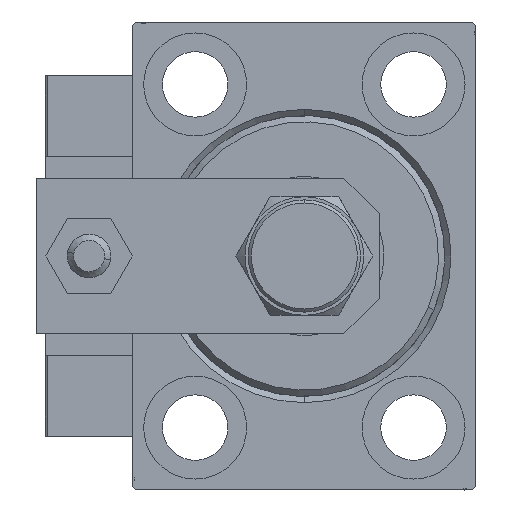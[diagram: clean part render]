
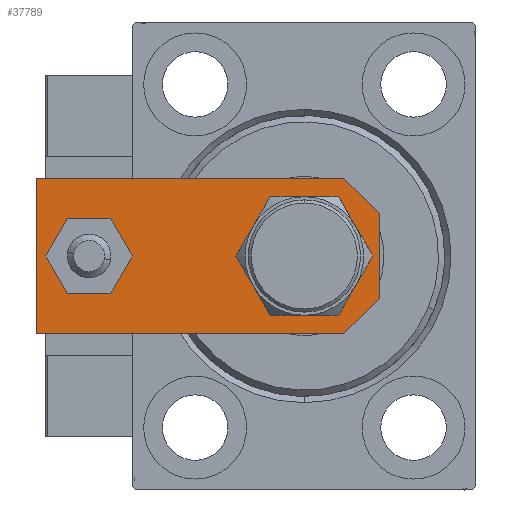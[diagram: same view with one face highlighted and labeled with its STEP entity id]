
A CAD part, left-side view. The second image highlights one B-rep face of the part: STEP entity #37789.
In plain terms, the highlighted face is planar.
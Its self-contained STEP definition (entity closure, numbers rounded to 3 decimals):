
#436 = EDGE_CURVE ( 'NONE', #41003, #18744, #40777, .T. ) ;
#486 = CIRCLE ( 'NONE', #28494, 4. ) ;
#641 = LINE ( 'NONE', #13403, #6073 ) ;
#888 = PLANE ( 'NONE',  #42010 ) ;
#1056 = ORIENTED_EDGE ( 'NONE', *, *, #10847, .T. ) ;
#1154 = VECTOR ( 'NONE', #50046, 1000. ) ;
#2046 = VERTEX_POINT ( 'NONE', #31475 ) ;
#2727 = ORIENTED_EDGE ( 'NONE', *, *, #13738, .F. ) ;
#2786 = CIRCLE ( 'NONE', #15527, 8.25 ) ;
#5484 = VERTEX_POINT ( 'NONE', #26992 ) ;
#5887 = DIRECTION ( 'NONE',  ( 0., 0., 1. ) ) ;
#5924 = EDGE_CURVE ( 'NONE', #14224, #6800, #2786, .T. ) ;
#6073 = VECTOR ( 'NONE', #8910, 1000. ) ;
#6210 = VECTOR ( 'NONE', #15130, 1000. ) ;
#6800 = VERTEX_POINT ( 'NONE', #20957 ) ;
#7548 = CARTESIAN_POINT ( 'NONE',  ( -3.42, -3.42, 6. ) ) ;
#7934 = CARTESIAN_POINT ( 'NONE',  ( 4., 46.5, 6. ) ) ;
#8426 = CARTESIAN_POINT ( 'NONE',  ( 12.5, 55., 6. ) ) ;
#8642 = EDGE_CURVE ( 'NONE', #2046, #35947, #14882, .T. ) ;
#8910 = DIRECTION ( 'NONE',  ( 0.707, 0.707, 0. ) ) ;
#9361 = VECTOR ( 'NONE', #32243, 1000. ) ;
#9395 = FACE_OUTER_BOUND ( 'NONE', #43490, .T. ) ;
#10847 = EDGE_CURVE ( 'NONE', #5484, #41003, #41795, .T. ) ;
#11221 = VERTEX_POINT ( 'NONE', #7934 ) ;
#11446 = CARTESIAN_POINT ( 'NONE',  ( -12.5, 0., 6. ) ) ;
#11758 = ORIENTED_EDGE ( 'NONE', *, *, #27724, .T. ) ;
#13390 = FACE_BOUND ( 'NONE', #23883, .T. ) ;
#13403 = CARTESIAN_POINT ( 'NONE',  ( 3.42, -3.42, 6. ) ) ;
#13738 = EDGE_CURVE ( 'NONE', #6800, #14224, #15714, .T. ) ;
#14224 = VERTEX_POINT ( 'NONE', #40108 ) ;
#14261 = DIRECTION ( 'NONE',  ( 0., 0., 1. ) ) ;
#14882 = LINE ( 'NONE', #51589, #6210 ) ;
#14953 = ORIENTED_EDGE ( 'NONE', *, *, #39890, .F. ) ;
#15130 = DIRECTION ( 'NONE',  ( 0., 1., 0. ) ) ;
#15527 = AXIS2_PLACEMENT_3D ( 'NONE', #38321, #5887, #22101 ) ;
#15714 = CIRCLE ( 'NONE', #45457, 8.25 ) ;
#15947 = DIRECTION ( 'NONE',  ( 1., 0., 0. ) ) ;
#16115 = LINE ( 'NONE', #8426, #51549 ) ;
#16811 = DIRECTION ( 'NONE',  ( 0., 0., 1. ) ) ;
#17330 = CARTESIAN_POINT ( 'NONE',  ( -12.5, 55., 6. ) ) ;
#17469 = DIRECTION ( 'NONE',  ( 1., 0., 0. ) ) ;
#18744 = VERTEX_POINT ( 'NONE', #44075 ) ;
#19505 = ORIENTED_EDGE ( 'NONE', *, *, #8642, .T. ) ;
#20957 = CARTESIAN_POINT ( 'NONE',  ( -8.25, 12., 6. ) ) ;
#22101 = DIRECTION ( 'NONE',  ( 1., 0., 0. ) ) ;
#23577 = ORIENTED_EDGE ( 'NONE', *, *, #436, .T. ) ;
#23883 = EDGE_LOOP ( 'NONE', ( #2727, #49796 ) ) ;
#24226 = CARTESIAN_POINT ( 'NONE',  ( -12.5, 5.66, 6. ) ) ;
#25098 = DIRECTION ( 'NONE',  ( 0., 0., 1. ) ) ;
#26117 = CARTESIAN_POINT ( 'NONE',  ( 0., 46.5, 6. ) ) ;
#26992 = CARTESIAN_POINT ( 'NONE',  ( -12.5, 55., 6. ) ) ;
#27724 = EDGE_CURVE ( 'NONE', #18744, #38311, #52409, .T. ) ;
#28494 = AXIS2_PLACEMENT_3D ( 'NONE', #26117, #33300, #49556 ) ;
#31475 = CARTESIAN_POINT ( 'NONE',  ( 12.5, 5.66, 6. ) ) ;
#32243 = DIRECTION ( 'NONE',  ( 0.707, -0.707, 0. ) ) ;
#32330 = DIRECTION ( 'NONE',  ( -1., 0., 0. ) ) ;
#33029 = DIRECTION ( 'NONE',  ( 1., 0., 0. ) ) ;
#33300 = DIRECTION ( 'NONE',  ( 0., 0., 1. ) ) ;
#34198 = CARTESIAN_POINT ( 'NONE',  ( 0., 46.5, 6. ) ) ;
#35876 = CARTESIAN_POINT ( 'NONE',  ( 6.84, 0., 6. ) ) ;
#35947 = VERTEX_POINT ( 'NONE', #48865 ) ;
#36532 = ORIENTED_EDGE ( 'NONE', *, *, #50102, .T. ) ;
#37002 = CIRCLE ( 'NONE', #42084, 4. ) ;
#37291 = CARTESIAN_POINT ( 'NONE',  ( 0., 12., 6. ) ) ;
#37789 = ADVANCED_FACE ( 'NONE', ( #45572, #9395, #13390 ), #888, .T. ) ;
#38311 = VERTEX_POINT ( 'NONE', #35876 ) ;
#38321 = CARTESIAN_POINT ( 'NONE',  ( 0., 12., 6. ) ) ;
#38365 = VECTOR ( 'NONE', #15947, 1000. ) ;
#39370 = ORIENTED_EDGE ( 'NONE', *, *, #42584, .T. ) ;
#39664 = EDGE_CURVE ( 'NONE', #11221, #48817, #37002, .T. ) ;
#39890 = EDGE_CURVE ( 'NONE', #48817, #11221, #486, .T. ) ;
#40108 = CARTESIAN_POINT ( 'NONE',  ( 8.25, 12., 6. ) ) ;
#40777 = LINE ( 'NONE', #7548, #9361 ) ;
#40792 = DIRECTION ( 'NONE',  ( 1., 0., 0. ) ) ;
#41003 = VERTEX_POINT ( 'NONE', #24226 ) ;
#41795 = LINE ( 'NONE', #17330, #1154 ) ;
#42010 = AXIS2_PLACEMENT_3D ( 'NONE', #49303, #25098, #40792 ) ;
#42084 = AXIS2_PLACEMENT_3D ( 'NONE', #34198, #14261, #17469 ) ;
#42584 = EDGE_CURVE ( 'NONE', #35947, #5484, #16115, .T. ) ;
#43490 = EDGE_LOOP ( 'NONE', ( #1056, #23577, #11758, #36532, #19505, #39370 ) ) ;
#44075 = CARTESIAN_POINT ( 'NONE',  ( -6.84, 0., 6. ) ) ;
#45457 = AXIS2_PLACEMENT_3D ( 'NONE', #37291, #16811, #33029 ) ;
#45572 = FACE_BOUND ( 'NONE', #52469, .T. ) ;
#47272 = CARTESIAN_POINT ( 'NONE',  ( -4., 46.5, 6. ) ) ;
#48817 = VERTEX_POINT ( 'NONE', #47272 ) ;
#48865 = CARTESIAN_POINT ( 'NONE',  ( 12.5, 55., 6. ) ) ;
#48947 = ORIENTED_EDGE ( 'NONE', *, *, #39664, .F. ) ;
#49303 = CARTESIAN_POINT ( 'NONE',  ( 0., 0., 6. ) ) ;
#49556 = DIRECTION ( 'NONE',  ( 1., 0., 0. ) ) ;
#49796 = ORIENTED_EDGE ( 'NONE', *, *, #5924, .F. ) ;
#50046 = DIRECTION ( 'NONE',  ( 0., -1., 0. ) ) ;
#50102 = EDGE_CURVE ( 'NONE', #38311, #2046, #641, .T. ) ;
#51549 = VECTOR ( 'NONE', #32330, 1000. ) ;
#51589 = CARTESIAN_POINT ( 'NONE',  ( 12.5, 0., 6. ) ) ;
#52409 = LINE ( 'NONE', #11446, #38365 ) ;
#52469 = EDGE_LOOP ( 'NONE', ( #14953, #48947 ) ) ;
